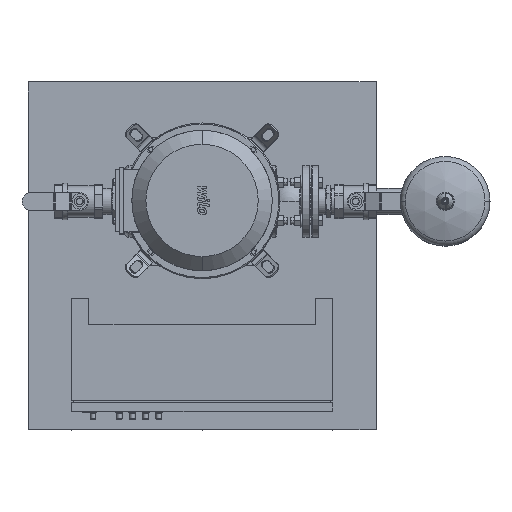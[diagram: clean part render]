
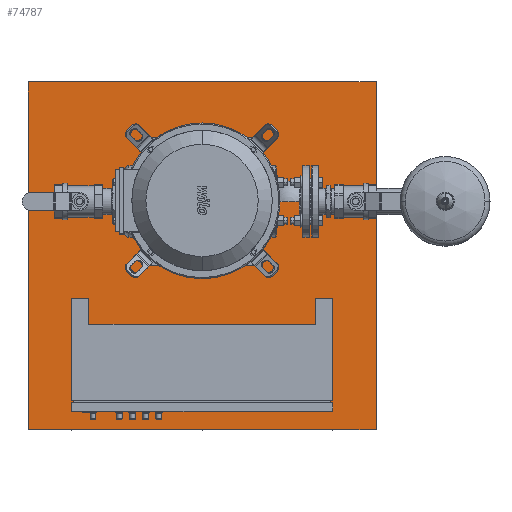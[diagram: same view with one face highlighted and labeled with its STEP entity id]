
A CAD part, top view. The second image highlights one B-rep face of the part: STEP entity #74787.
In plain terms, the highlighted planar face has unit normal (0, 0, 1).
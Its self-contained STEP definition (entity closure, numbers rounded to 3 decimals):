
#74748=CARTESIAN_POINT('',(-400.0,-125.,125.0));
#74749=DIRECTION('',(0.0,0.0,1.0));
#74750=DIRECTION('',(0.0,-1.0,0.0));
#74751=AXIS2_PLACEMENT_3D('',#74748,#74749,#74750);
#74752=PLANE('',#74751);
#74753=CARTESIAN_POINT('',(400.0,-525.0,125.));
#74754=VERTEX_POINT('',#74753);
#74755=CARTESIAN_POINT('',(400.0,275.0,125.));
#74756=VERTEX_POINT('',#74755);
#74757=CARTESIAN_POINT('',(400.0,-525.0,125.));
#74758=DIRECTION('',(0.0,1.0,0.0));
#74759=VECTOR('',#74758,800.0);
#74760=LINE('',#74757,#74759);
#74761=EDGE_CURVE('',#74754,#74756,#74760,.T.);
#74762=ORIENTED_EDGE('',*,*,#74761,.T.);
#74763=CARTESIAN_POINT('',(-400.0,275.0,125.));
#74764=VERTEX_POINT('',#74763);
#74765=CARTESIAN_POINT('',(-400.0,275.0,125.));
#74766=DIRECTION('',(1.0,0.0,0.0));
#74767=VECTOR('',#74766,800.0);
#74768=LINE('',#74765,#74767);
#74769=EDGE_CURVE('',#74764,#74756,#74768,.T.);
#74770=ORIENTED_EDGE('',*,*,#74769,.F.);
#74771=CARTESIAN_POINT('',(-400.0,-525.0,125.));
#74772=VERTEX_POINT('',#74771);
#74773=CARTESIAN_POINT('',(-400.0,275.0,125.));
#74774=DIRECTION('',(0.0,-1.0,0.0));
#74775=VECTOR('',#74774,800.0);
#74776=LINE('',#74773,#74775);
#74777=EDGE_CURVE('',#74764,#74772,#74776,.T.);
#74778=ORIENTED_EDGE('',*,*,#74777,.T.);
#74779=CARTESIAN_POINT('',(-400.0,-525.0,125.));
#74780=DIRECTION('',(1.0,0.0,0.0));
#74781=VECTOR('',#74780,800.0);
#74782=LINE('',#74779,#74781);
#74783=EDGE_CURVE('',#74772,#74754,#74782,.T.);
#74784=ORIENTED_EDGE('',*,*,#74783,.T.);
#74785=EDGE_LOOP('',(#74762,#74770,#74778,#74784));
#74786=FACE_OUTER_BOUND('',#74785,.T.);
#74787=ADVANCED_FACE('',(#74786),#74752,.T.);
